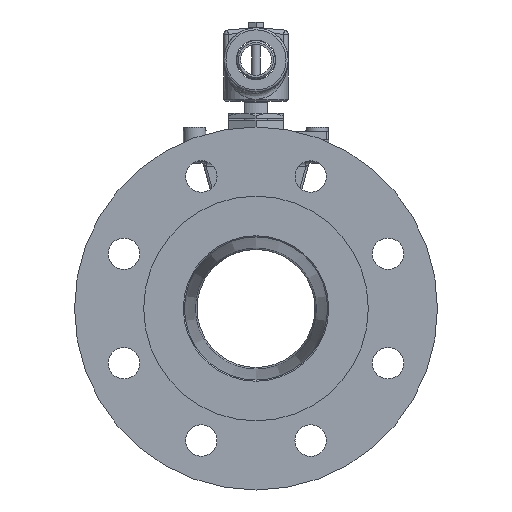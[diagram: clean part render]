
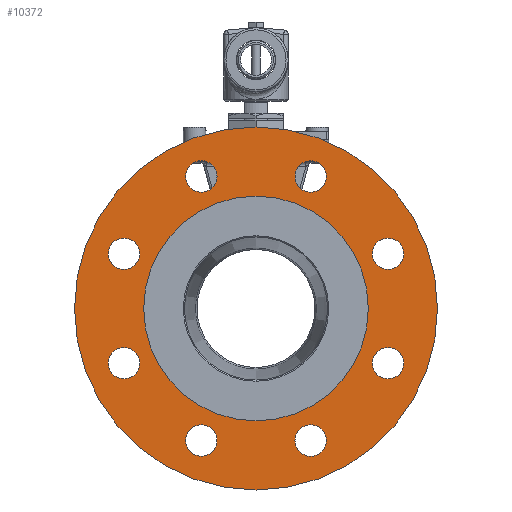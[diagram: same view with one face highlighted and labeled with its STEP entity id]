
A CAD part, front view. The second image highlights one B-rep face of the part: STEP entity #10372.
In plain terms, the highlighted planar face has unit normal (0, -1, 0).
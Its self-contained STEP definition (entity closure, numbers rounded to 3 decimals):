
#4588=CARTESIAN_POINT('',(-100.166,-201.78,30.49));
#4589=VERTEX_POINT('',#4588);
#4590=CARTESIAN_POINT('',(-92.388,-201.78,38.268));
#4591=DIRECTION('',(0.0,1.,0.0));
#4592=DIRECTION('',(0.707,0.0,0.707));
#4593=AXIS2_PLACEMENT_3D('',#4590,#4591,#4592);
#4594=CIRCLE('',#4593,11.0);
#4595=EDGE_CURVE('',#4589,#4589,#4594,.T.);
#4616=CARTESIAN_POINT('',(-92.388,-201.78,-49.268));
#4617=VERTEX_POINT('',#4616);
#4618=CARTESIAN_POINT('',(-92.388,-201.78,-38.268));
#4619=DIRECTION('',(0.0,1.0,0.0));
#4620=DIRECTION('',(0.0,0.0,1.0));
#4621=AXIS2_PLACEMENT_3D('',#4618,#4619,#4620);
#4622=CIRCLE('',#4621,11.0);
#4623=EDGE_CURVE('',#4617,#4617,#4622,.T.);
#4644=CARTESIAN_POINT('',(-30.49,-201.78,-100.166));
#4645=VERTEX_POINT('',#4644);
#4646=CARTESIAN_POINT('',(-38.268,-201.78,-92.388));
#4647=DIRECTION('',(0.0,1.0,0.0));
#4648=DIRECTION('',(-0.707,0.0,0.707));
#4649=AXIS2_PLACEMENT_3D('',#4646,#4647,#4648);
#4650=CIRCLE('',#4649,11.);
#4651=EDGE_CURVE('',#4645,#4645,#4650,.T.);
#4672=CARTESIAN_POINT('',(49.268,-201.78,-92.388));
#4673=VERTEX_POINT('',#4672);
#4674=CARTESIAN_POINT('',(38.268,-201.78,-92.388));
#4675=DIRECTION('',(0.0,1.0,0.0));
#4676=DIRECTION('',(-1.0,0.0,0.0));
#4677=AXIS2_PLACEMENT_3D('',#4674,#4675,#4676);
#4678=CIRCLE('',#4677,11.0);
#4679=EDGE_CURVE('',#4673,#4673,#4678,.T.);
#4700=CARTESIAN_POINT('',(100.166,-201.78,-30.49));
#4701=VERTEX_POINT('',#4700);
#4702=CARTESIAN_POINT('',(92.388,-201.78,-38.268));
#4703=DIRECTION('',(0.0,1.0,0.0));
#4704=DIRECTION('',(-0.707,0.0,-0.707));
#4705=AXIS2_PLACEMENT_3D('',#4702,#4703,#4704);
#4706=CIRCLE('',#4705,11.);
#4707=EDGE_CURVE('',#4701,#4701,#4706,.T.);
#4728=CARTESIAN_POINT('',(92.388,-201.78,49.268));
#4729=VERTEX_POINT('',#4728);
#4730=CARTESIAN_POINT('',(92.388,-201.78,38.268));
#4731=DIRECTION('',(0.0,1.0,0.0));
#4732=DIRECTION('',(0.0,0.0,-1.0));
#4733=AXIS2_PLACEMENT_3D('',#4730,#4731,#4732);
#4734=CIRCLE('',#4733,11.0);
#4735=EDGE_CURVE('',#4729,#4729,#4734,.T.);
#4756=CARTESIAN_POINT('',(30.49,-201.78,100.166));
#4757=VERTEX_POINT('',#4756);
#4758=CARTESIAN_POINT('',(38.268,-201.78,92.388));
#4759=DIRECTION('',(0.0,1.0,0.0));
#4760=DIRECTION('',(0.707,0.0,-0.707));
#4761=AXIS2_PLACEMENT_3D('',#4758,#4759,#4760);
#4762=CIRCLE('',#4761,11.);
#4763=EDGE_CURVE('',#4757,#4757,#4762,.T.);
#4784=CARTESIAN_POINT('',(-49.268,-201.78,92.388));
#4785=VERTEX_POINT('',#4784);
#4786=CARTESIAN_POINT('',(-38.268,-201.78,92.388));
#4787=DIRECTION('',(0.0,1.0,0.0));
#4788=DIRECTION('',(1.0,0.0,0.0));
#4789=AXIS2_PLACEMENT_3D('',#4786,#4787,#4788);
#4790=CIRCLE('',#4789,11.0);
#4791=EDGE_CURVE('',#4785,#4785,#4790,.T.);
#10314=CARTESIAN_POINT('',(0.0,-201.78,-127.));
#10315=VERTEX_POINT('',#10314);
#10316=CARTESIAN_POINT('',(0.0,-201.78,0.0));
#10317=DIRECTION('',(0.0,-1.0,0.0));
#10318=DIRECTION('',(0.0,0.0,-1.0));
#10319=AXIS2_PLACEMENT_3D('',#10316,#10317,#10318);
#10320=CIRCLE('',#10319,127.);
#10321=EDGE_CURVE('',#10315,#10315,#10320,.T.);
#10329=CARTESIAN_POINT('',(0.0,-201.78,-102.8));
#10330=DIRECTION('',(0.0,-1.0,0.0));
#10331=DIRECTION('',(0.0,0.0,-1.0));
#10332=AXIS2_PLACEMENT_3D('',#10329,#10330,#10331);
#10333=PLANE('',#10332);
#10334=ORIENTED_EDGE('',*,*,#10321,.T.);
#10335=EDGE_LOOP('',(#10334));
#10336=FACE_OUTER_BOUND('',#10335,.T.);
#10337=ORIENTED_EDGE('',*,*,#4595,.T.);
#10338=EDGE_LOOP('',(#10337));
#10339=FACE_BOUND('',#10338,.T.);
#10340=ORIENTED_EDGE('',*,*,#4623,.T.);
#10341=EDGE_LOOP('',(#10340));
#10342=FACE_BOUND('',#10341,.T.);
#10343=ORIENTED_EDGE('',*,*,#4651,.T.);
#10344=EDGE_LOOP('',(#10343));
#10345=FACE_BOUND('',#10344,.T.);
#10346=ORIENTED_EDGE('',*,*,#4679,.T.);
#10347=EDGE_LOOP('',(#10346));
#10348=FACE_BOUND('',#10347,.T.);
#10349=ORIENTED_EDGE('',*,*,#4707,.T.);
#10350=EDGE_LOOP('',(#10349));
#10351=FACE_BOUND('',#10350,.T.);
#10352=ORIENTED_EDGE('',*,*,#4735,.T.);
#10353=EDGE_LOOP('',(#10352));
#10354=FACE_BOUND('',#10353,.T.);
#10355=ORIENTED_EDGE('',*,*,#4763,.T.);
#10356=EDGE_LOOP('',(#10355));
#10357=FACE_BOUND('',#10356,.T.);
#10358=ORIENTED_EDGE('',*,*,#4791,.T.);
#10359=EDGE_LOOP('',(#10358));
#10360=FACE_BOUND('',#10359,.T.);
#10361=CARTESIAN_POINT('',(0.0,-201.78,-78.6));
#10362=VERTEX_POINT('',#10361);
#10363=CARTESIAN_POINT('',(0.0,-201.78,0.0));
#10364=DIRECTION('',(0.0,-1.0,0.0));
#10365=DIRECTION('',(0.0,0.0,-1.0));
#10366=AXIS2_PLACEMENT_3D('',#10363,#10364,#10365);
#10367=CIRCLE('',#10366,78.6);
#10368=EDGE_CURVE('',#10362,#10362,#10367,.T.);
#10369=ORIENTED_EDGE('',*,*,#10368,.F.);
#10370=EDGE_LOOP('',(#10369));
#10371=FACE_BOUND('',#10370,.T.);
#10372=ADVANCED_FACE('',(#10336,#10339,#10342,#10345,#10348,#10351,#10354,#10357,#10360,#10371),#10333,.T.);
